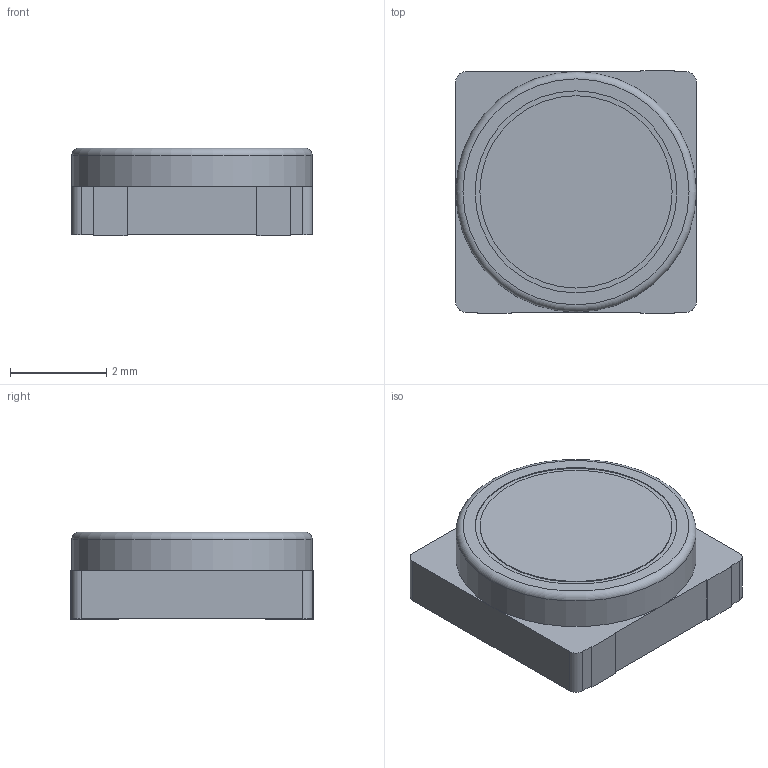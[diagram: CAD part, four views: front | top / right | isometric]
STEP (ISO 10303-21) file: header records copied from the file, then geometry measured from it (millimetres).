
FILE_DESCRIPTION(/* description */ (''),/* implementation_level */ '2;1');
FILE_NAME(/* name */ 'KLJ-5018 Piezo buzzer v3.step',/* time_stamp */ '2018-09-27T12:11:03+01:00',/* author */ ('eric.n.tech'),/* organization */ (''),/* preprocessor_version */ 'ST-DEVELOPER v17.2',/* originating_system */ 'Autodesk Translation Framework v7.6.0.251',/* authorisation */ '');
FILE_SCHEMA (('AUTOMOTIVE_DESIGN { 1 0 10303 214 3 1 1 }'));
Length unit declared in the file: millimetre
Products named in the file (1): KLJ-5018 Piezo buzzer
Bounding box: 5 x 5.04 x 1.82 mm (x, y, z)
Volume: 40.7 mm3; surface area: 121.3 mm2
Topology: 2 solids, 2 shells, 36 faces, 91 edges, 61 vertices
Faces by surface type: plane 28, cylinder 7, torus 1
Full cylindrical faces by diameter (mm): 4 x1, 4.2 x1, 5 x1
Entity records: 1149 total; most frequent: CARTESIAN_POINT 189, DIRECTION 183, ORIENTED_EDGE 182, EDGE_CURVE 91, LINE 73, VECTOR 73, VERTEX_POINT 61, AXIS2_PLACEMENT_3D 55
